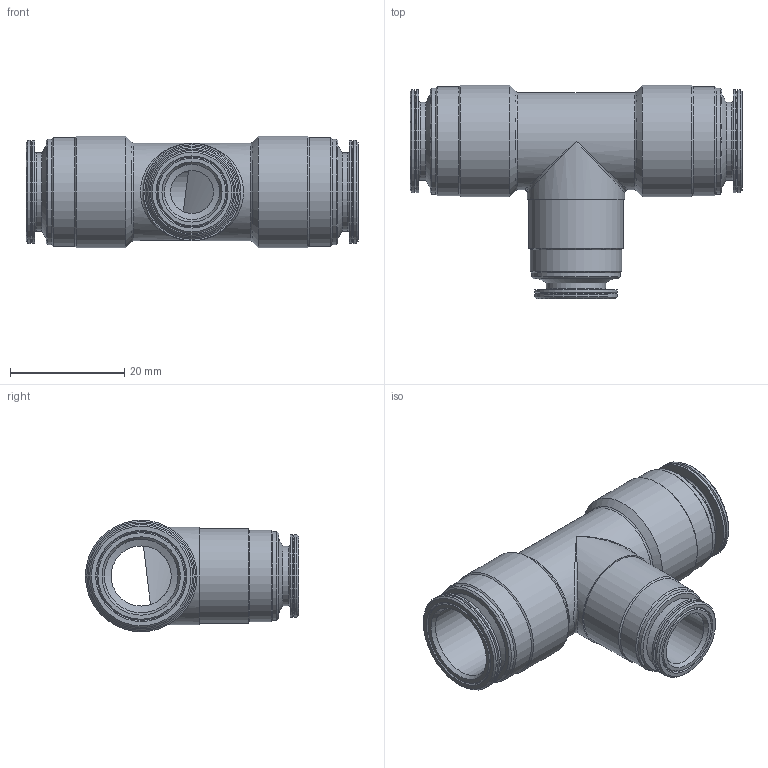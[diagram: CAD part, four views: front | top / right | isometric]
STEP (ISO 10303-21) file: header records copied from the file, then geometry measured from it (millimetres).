
FILE_DESCRIPTION(( 'MM.29.12.38.stp' ), '1');
FILE_NAME( 'MM.29.12.38.stp', '2021-03-02T15:05:57',( 'Sopra'),('sopra-pneumatic.com'), 'SwSTEP 2.0','SolidWorks 2009','' );
FILE_SCHEMA( ( 'CONFIG_CONTROL_DESIGN' ) );
Length unit declared in the file: millimetre
Products named in the file (1): NONE
Bounding box: 58 x 37.25 x 19.5 mm (x, y, z)
Volume: 10416 mm3; surface area: 7992.1 mm2
Topology: 1 solids, 1 shells, 83 faces, 173 edges, 97 vertices
Faces by surface type: cone 35, cylinder 28, plane 13, torus 5, bspline 2
Full cylindrical faces by diameter (mm): 7.5 x1, 9.65 x1, 10.35 x1, 10.5 x1, 12.85 x2, 13.65 x2, 14 x1, 14.5 x2, 15.5 x1, 16 x1, 16.5 x1, 17 x2, 17.5 x2, 18 x4, 18.5 x2, 19 x2, 19.5 x2
Entity records: 2098 total; most frequent: CARTESIAN_POINT 630, DIRECTION 324, ORIENTED_EDGE 176, EDGE_LOOP 166, AXIS2_PLACEMENT_3D 162, FACE_OUTER_BOUND 116, EDGE_CURVE 88, VERTEX_POINT 86
